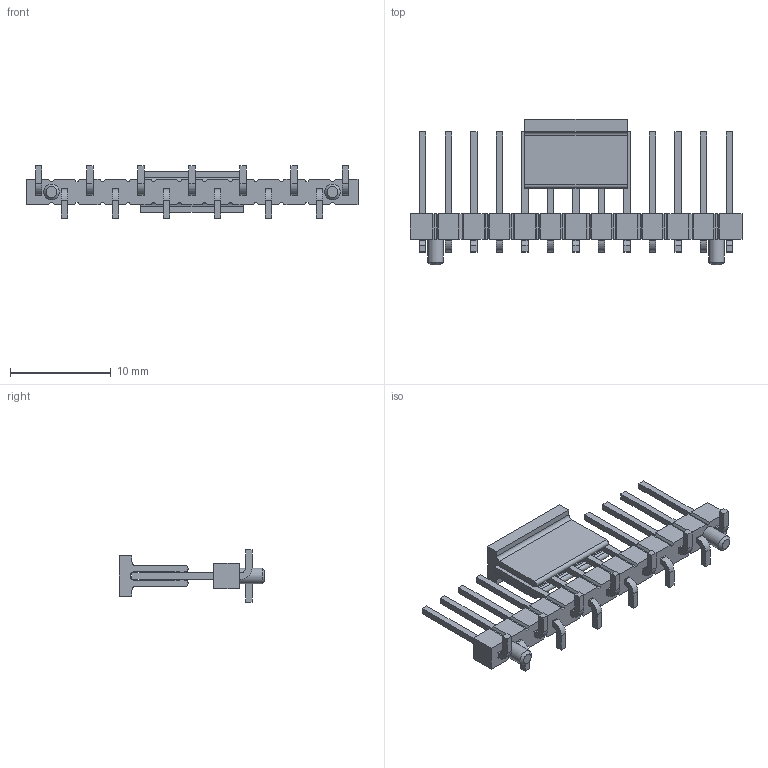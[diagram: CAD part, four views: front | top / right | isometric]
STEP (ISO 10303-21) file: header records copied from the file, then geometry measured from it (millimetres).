
FILE_DESCRIPTION(/* description */ ('STEP AP214'),/* implementation_level */ '2;1');
FILE_NAME(/* name */ 'TSM-113-02-T-SV-A-P-TR',/* time_stamp */ '2023-07-20T17:40:53+02:00',/* author */ ('License CC BY-ND 4.0'),/* organization */ ('CADENAS'),/* preprocessor_version */ 'ST-DEVELOPER v19.3',/* originating_system */ 'PARTsolutions',/* authorisation */ ' ');
FILE_SCHEMA (('AUTOMOTIVE_DESIGN {1 0 10303 214 3 1 1}'));
Length unit declared in the file: inch
Products named in the file (4): TSM-113-02-T-SV-A-P-TR; T-1S6-08(-02-13-SV); PPP-07-02-13--SV; TSM-113-02-SV-A_body
Assembly tree (3 placements, depth 2):
  TSM-113-02-T-SV-A-P-TR
    T-1S6-08(-02-13-SV)
    PPP-07-02-13--SV
    TSM-113-02-SV-A_body
Bounding box: 33.02 x 14.48 x 5.21 mm (x, y, z)
Volume: 402.7 mm3; surface area: 1317.3 mm2
Topology: 3 solids, 3 shells, 366 faces, 1008 edges, 672 vertices
Faces by surface type: plane 331, cylinder 33, cone 2
Full cylindrical faces by diameter (mm): 1.575 x2
Entity records: 11579 total; most frequent: CARTESIAN_POINT 2042, ORIENTED_EDGE 2004, DIRECTION 1810, EDGE_CURVE 1002, LINE 934, VECTOR 934, VERTEX_POINT 670, AXIS2_PLACEMENT_3D 438
